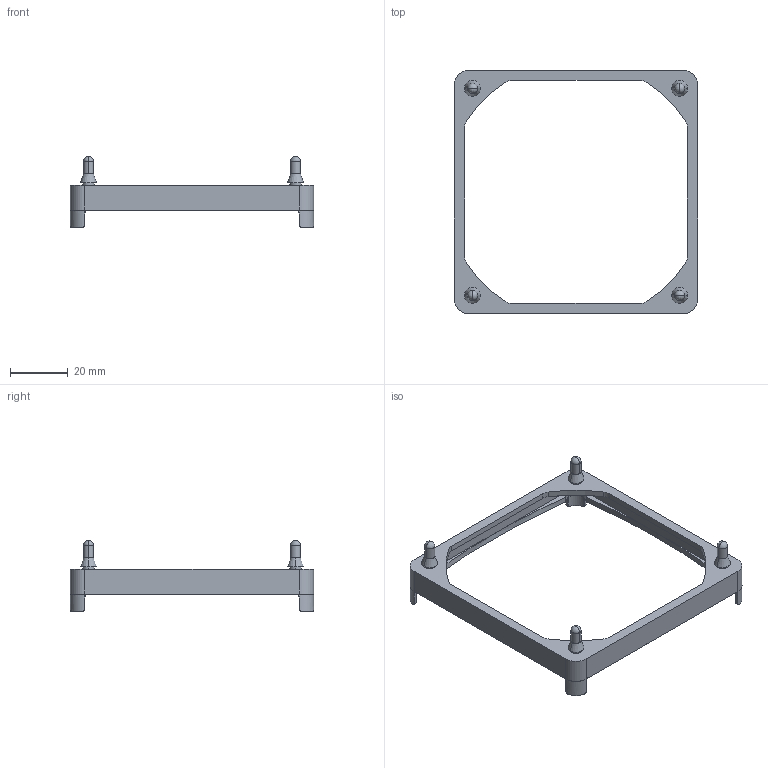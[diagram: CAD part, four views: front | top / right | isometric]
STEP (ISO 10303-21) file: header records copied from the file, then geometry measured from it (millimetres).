
FILE_DESCRIPTION((''),'2;1');
FILE_NAME('SLM-80-40-10-F.stp','2010-02-07T19:43:40',(''),(''),'Mechanical Desktop.R8.0.24.0','Mechanical Desktop.R8.0.24.0',', , ');
FILE_SCHEMA(('CONFIG_CONTROL_DESIGN'));
Length unit declared in the file: millimetre
Products named in the file (2): SLM-80-40-10-F OVA; SLM-80-40-10-F OV
Assembly tree (1 placements, depth 2):
  SLM-80-40-10-F OVA
    SLM-80-40-10-F OV
Bounding box: 84 x 84 x 24.5 mm (x, y, z)
Volume: 8308.5 mm3; surface area: 9773.1 mm2
Topology: 1 solids, 1 shells, 1995 faces, 5640 edges, 3727 vertices
Faces by surface type: bspline 1491, plane 357, cylinder 111, sphere 24, cone 8, torus 4
Entity records: 72968 total; most frequent: CARTESIAN_POINT 31535, ORIENTED_EDGE 11216, EDGE_CURVE 5608, DIRECTION 3877, VERTEX_POINT 3719, B_SPLINE_CURVE_WITH_KNOTS 2998, VECTOR 2355, LINE 2355
